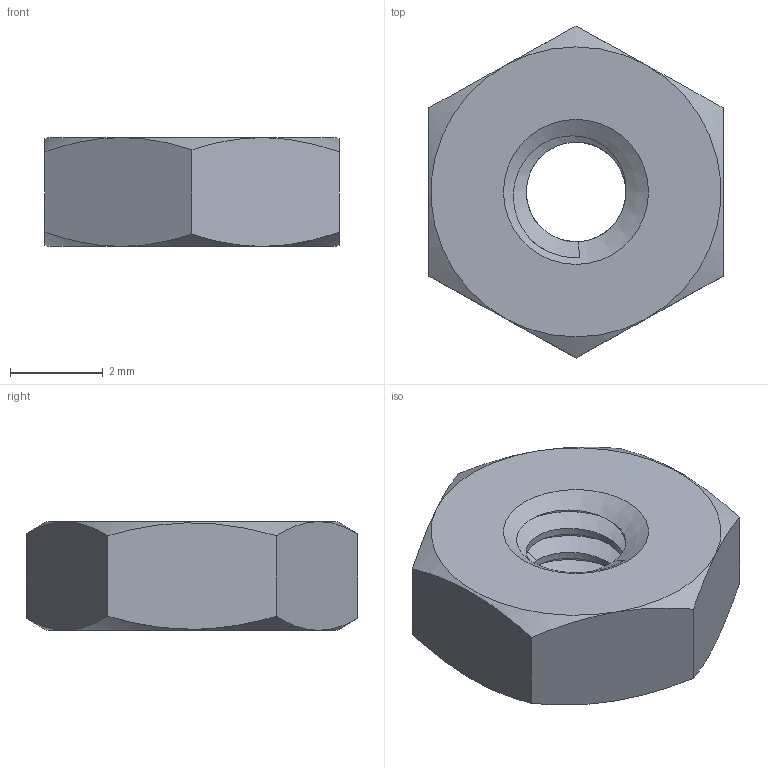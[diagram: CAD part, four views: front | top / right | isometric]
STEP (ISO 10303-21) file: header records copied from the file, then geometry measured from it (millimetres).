
FILE_DESCRIPTION(/* description */ ('STEP AP242','CAx-IF Rec.Pracs.---Representation and Presentation of Product Manufacturing Information (PMI)---4.0---2014-10-13','CAx-IF Rec.Pracs.---3D Tessellated Geometry---0.4---2014-09-14','2;1'),/* implementation_level */ '2;1');
FILE_NAME(/* name */ '66cbfbc3cbe86f5999220661',/* time_stamp */ '2024-08-26T03:51:31Z',/* author */ (''),/* organization */ (''),/* preprocessor_version */ 'ST-DEVELOPER v20',/* originating_system */ ' ',/* authorisation */ ' ');
FILE_SCHEMA (('AP242_MANAGED_MODEL_BASED_3D_ENGINEERING_MIM_LF { 1 0 10303 442 1 1 4 }'));
Length unit declared in the file: metre
Products named in the file (2): 001_NUTS_ASM; NUTS
Assembly tree (1 placements, depth 2):
  001_NUTS_ASM
    NUTS
Bounding box: 6.35 x 7.16 x 2.35 mm (x, y, z)
Volume: 68.1 mm3; surface area: 132.5 mm2
Topology: 1 solids, 1 shells, 25 faces, 59 edges, 36 vertices
Faces by surface type: cone 10, plane 8, bspline 4, cylinder 3
Entity records: 1391 total; most frequent: CARTESIAN_POINT 871, ORIENTED_EDGE 110, DIRECTION 76, EDGE_CURVE 55, B_SPLINE_CURVE_WITH_KNOTS 37, AXIS2_PLACEMENT_3D 35, VERTEX_POINT 34, EDGE_LOOP 29
